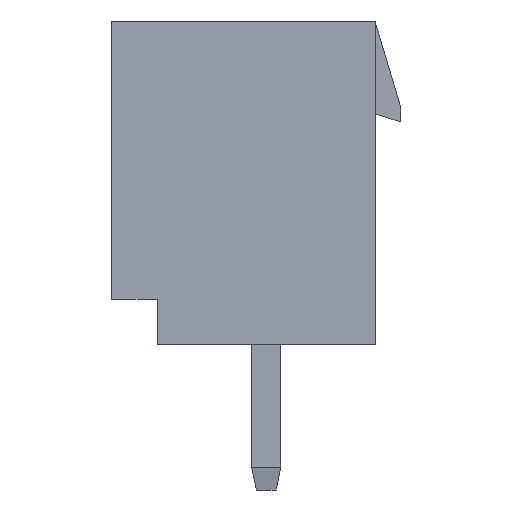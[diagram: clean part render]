
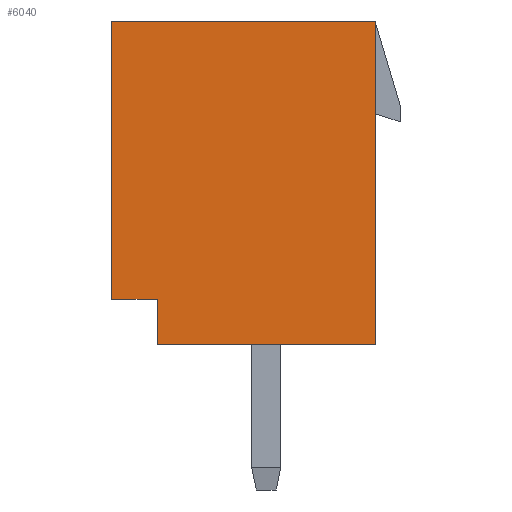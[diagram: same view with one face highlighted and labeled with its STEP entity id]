
A CAD part, left-side view. The second image highlights one B-rep face of the part: STEP entity #6040.
In plain terms, the highlighted planar face has unit normal (-1, 0, 0).
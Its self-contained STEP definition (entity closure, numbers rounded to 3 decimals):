
#295 = CARTESIAN_POINT ( 'NONE',  ( -6.25, -2.9, 7.1 ) ) ;
#382 = VECTOR ( 'NONE', #15766, 1000. ) ;
#482 = CARTESIAN_POINT ( 'NONE',  ( -6.25, -2.9, 7.1 ) ) ;
#661 = LINE ( 'NONE', #482, #382 ) ;
#1060 = VERTEX_POINT ( 'NONE', #11447 ) ;
#1408 = VERTEX_POINT ( 'NONE', #295 ) ;
#1487 = CARTESIAN_POINT ( 'NONE',  ( -6.25, 1.9, 0. ) ) ;
#1749 = VECTOR ( 'NONE', #10078, 1000. ) ;
#2636 = VERTEX_POINT ( 'NONE', #3564 ) ;
#2815 = LINE ( 'NONE', #12494, #13870 ) ;
#3011 = DIRECTION ( 'NONE',  ( 1., 0., 0. ) ) ;
#3308 = AXIS2_PLACEMENT_3D ( 'NONE', #16593, #3011, #11248 ) ;
#3564 = CARTESIAN_POINT ( 'NONE',  ( -6.25, 2.9, 7.1 ) ) ;
#3869 = VERTEX_POINT ( 'NONE', #10793 ) ;
#3986 = DIRECTION ( 'NONE',  ( 0., -1., 0. ) ) ;
#4381 = CARTESIAN_POINT ( 'NONE',  ( -6.25, 1.9, 1. ) ) ;
#4588 = LINE ( 'NONE', #7392, #1749 ) ;
#4733 = LINE ( 'NONE', #17324, #7714 ) ;
#4771 = LINE ( 'NONE', #6044, #14552 ) ;
#5038 = DIRECTION ( 'NONE',  ( 0., 0., -1. ) ) ;
#5479 = ORIENTED_EDGE ( 'NONE', *, *, #7256, .T. ) ;
#5811 = EDGE_CURVE ( 'NONE', #3869, #10688, #7168, .T. ) ;
#6040 = ADVANCED_FACE ( 'NONE', ( #11073 ), #12604, .F. ) ;
#6044 = CARTESIAN_POINT ( 'NONE',  ( -6.25, 2.9, 7.1 ) ) ;
#7168 = LINE ( 'NONE', #1487, #16806 ) ;
#7256 = EDGE_CURVE ( 'NONE', #2636, #1060, #4771, .T. ) ;
#7392 = CARTESIAN_POINT ( 'NONE',  ( -6.25, 2.9, 1. ) ) ;
#7510 = ORIENTED_EDGE ( 'NONE', *, *, #5811, .F. ) ;
#7714 = VECTOR ( 'NONE', #11991, 1000. ) ;
#8013 = EDGE_CURVE ( 'NONE', #2636, #1408, #4733, .T. ) ;
#8691 = DIRECTION ( 'NONE',  ( 0., 0., 1. ) ) ;
#10078 = DIRECTION ( 'NONE',  ( 0., 1., 0. ) ) ;
#10688 = VERTEX_POINT ( 'NONE', #4381 ) ;
#10793 = CARTESIAN_POINT ( 'NONE',  ( -6.25, 1.9, 0. ) ) ;
#10902 = EDGE_LOOP ( 'NONE', ( #5479, #13832, #7510, #17011, #17713, #12547 ) ) ;
#11073 = FACE_OUTER_BOUND ( 'NONE', #10902, .T. ) ;
#11248 = DIRECTION ( 'NONE',  ( 0., 1., 0. ) ) ;
#11447 = CARTESIAN_POINT ( 'NONE',  ( -6.25, 2.9, 1. ) ) ;
#11991 = DIRECTION ( 'NONE',  ( 0., -1., 0. ) ) ;
#12102 = VERTEX_POINT ( 'NONE', #16361 ) ;
#12494 = CARTESIAN_POINT ( 'NONE',  ( -6.25, 2.9, 0. ) ) ;
#12547 = ORIENTED_EDGE ( 'NONE', *, *, #8013, .F. ) ;
#12604 = PLANE ( 'NONE',  #3308 ) ;
#12792 = EDGE_CURVE ( 'NONE', #1408, #12102, #661, .T. ) ;
#13832 = ORIENTED_EDGE ( 'NONE', *, *, #15357, .F. ) ;
#13870 = VECTOR ( 'NONE', #3986, 1000. ) ;
#14552 = VECTOR ( 'NONE', #5038, 1000. ) ;
#15357 = EDGE_CURVE ( 'NONE', #10688, #1060, #4588, .T. ) ;
#15766 = DIRECTION ( 'NONE',  ( 0., 0., -1. ) ) ;
#16361 = CARTESIAN_POINT ( 'NONE',  ( -6.25, -2.9, 0. ) ) ;
#16593 = CARTESIAN_POINT ( 'NONE',  ( -6.25, 2.9, 7.1 ) ) ;
#16806 = VECTOR ( 'NONE', #8691, 1000. ) ;
#16904 = EDGE_CURVE ( 'NONE', #3869, #12102, #2815, .T. ) ;
#17011 = ORIENTED_EDGE ( 'NONE', *, *, #16904, .T. ) ;
#17324 = CARTESIAN_POINT ( 'NONE',  ( -6.25, 2.9, 7.1 ) ) ;
#17713 = ORIENTED_EDGE ( 'NONE', *, *, #12792, .F. ) ;
